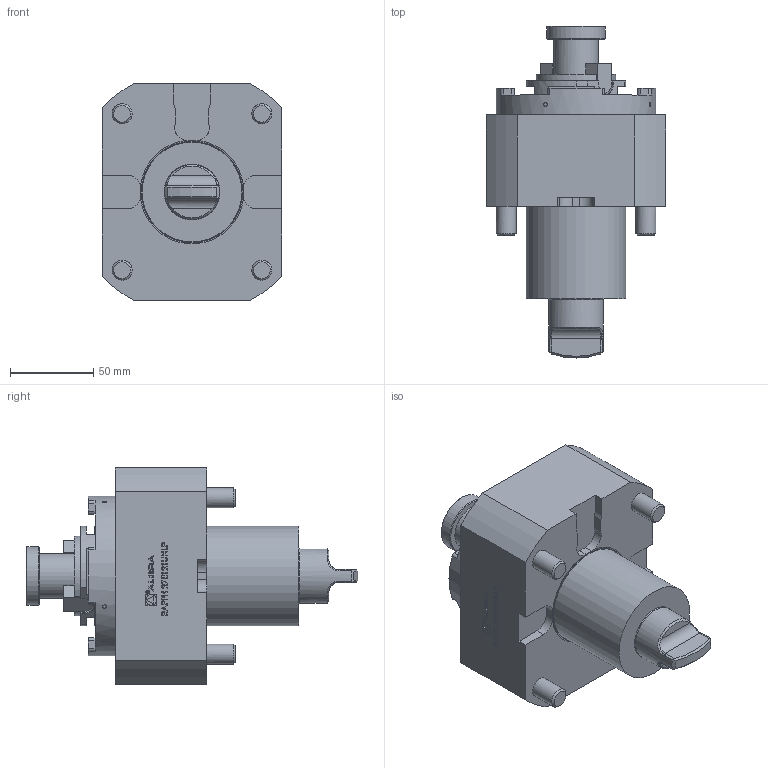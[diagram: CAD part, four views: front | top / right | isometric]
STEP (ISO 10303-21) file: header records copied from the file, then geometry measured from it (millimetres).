
FILE_DESCRIPTION (( 'STEP AP214' ), '1' );
FILE_NAME ('RAPFH27E121UNLP.STEP', '2025-08-29T13:51:54', ( '' ), ( '' ), 'SwSTEP 2.0', 'SolidWorks 2023', '' );
FILE_SCHEMA (( 'AUTOMOTIVE_DESIGN' ));
Length unit declared in the file: millimetre
Products named in the file (1): RAPFH27E121UNLP
Bounding box: 108 x 199.5 x 130 mm (x, y, z)
Volume: 1061493.3 mm3; surface area: 80844.5 mm2
Topology: 1 solids, 1 shells, 509 faces, 1347 edges, 888 vertices
Faces by surface type: plane 348, cylinder 90, bspline 47, cone 23, torus 1
Full cylindrical faces by diameter (mm): 1.7 x1, 2.1 x1, 6.366 x1, 12 x4, 27 x1, 33 x1, 35 x1, 60 x2, 96 x1
Entity records: 22167 total; most frequent: CARTESIAN_POINT 6784, ORIENTED_EDGE 2616, DIRECTION 2303, EDGE_CURVE 1308, VECTOR 955, LINE 955, VERTEX_POINT 873, AXIS2_PLACEMENT_3D 674
